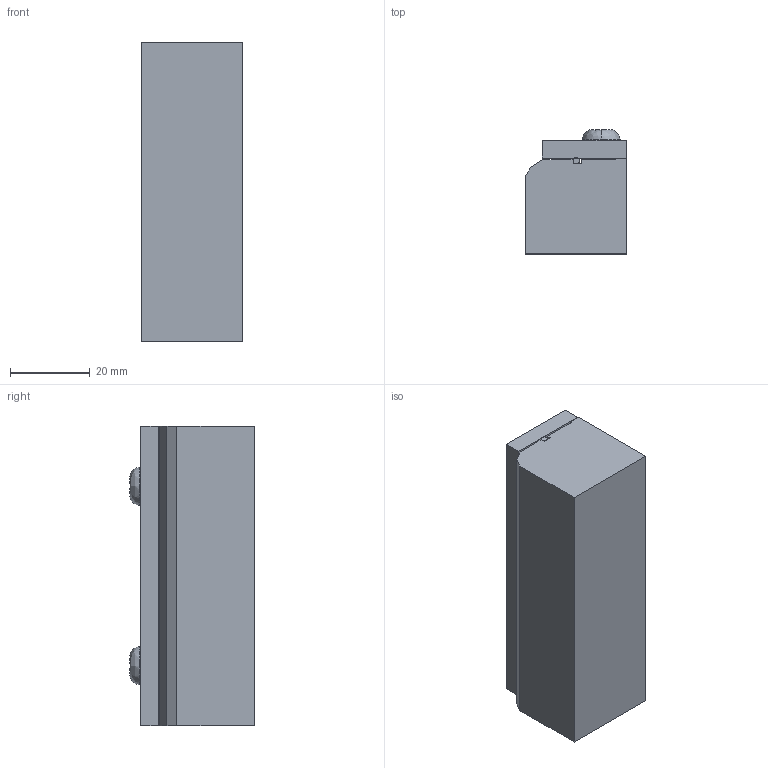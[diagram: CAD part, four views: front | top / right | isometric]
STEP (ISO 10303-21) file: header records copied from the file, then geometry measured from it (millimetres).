
FILE_DESCRIPTION (( 'STEP AP203' ), '1' );
FILE_NAME ('SE75.STEP', '2017-11-14T10:45:54', ( '' ), ( '' ), 'SwSTEP 2.0', 'SolidWorks 2017', '' );
FILE_SCHEMA (( 'CONFIG_CONTROL_DESIGN' ));
Length unit declared in the file: millimetre
Products named in the file (1): SE75
Bounding box: 25.4 x 31.16 x 75 mm (x, y, z)
Volume: 46960.9 mm3; surface area: 16444.5 mm2
Topology: 5 solids, 5 shells, 95 faces, 247 edges, 157 vertices
Faces by surface type: plane 43, cylinder 26, cone 22, bspline 4
Entity records: 3055 total; most frequent: CARTESIAN_POINT 660, DIRECTION 492, ORIENTED_EDGE 474, EDGE_CURVE 237, AXIS2_PLACEMENT_3D 181, VERTEX_POINT 157, VECTOR 130, LINE 130
